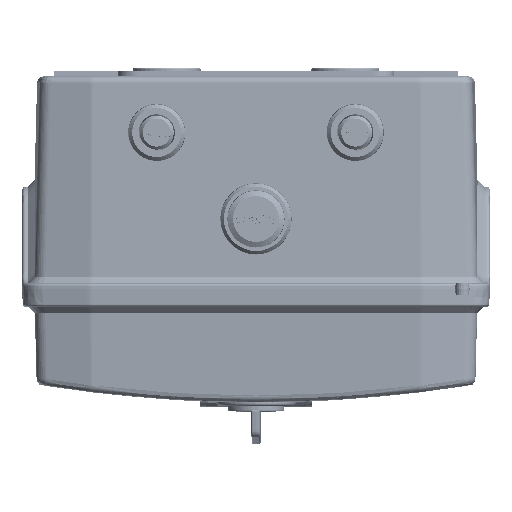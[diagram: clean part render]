
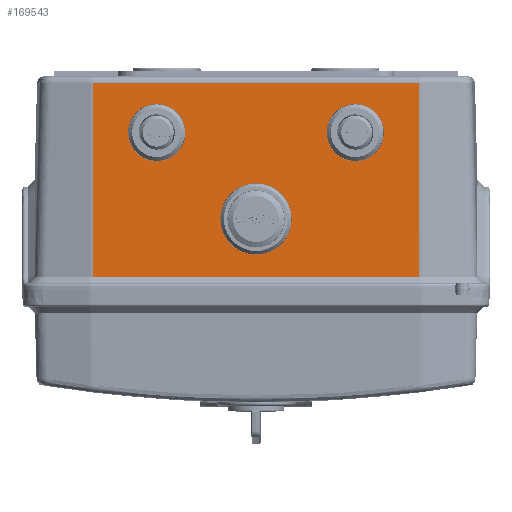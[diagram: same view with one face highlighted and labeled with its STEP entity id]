
A CAD part, left-side view. The second image highlights one B-rep face of the part: STEP entity #169543.
In plain terms, the highlighted planar face has unit normal (-1, 0, 0.026).
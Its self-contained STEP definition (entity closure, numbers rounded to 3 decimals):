
#126710=DIRECTION('',(0.,-1.,0.));
#126711=VECTOR('',#126710,115.288);
#126712=CARTESIAN_POINT('',(-95.887,57.644,
-70.7));
#126713=LINE('',#126712,#126711);
#126717=DIRECTION('',(-0.026,0.003,-1.));
#126718=VECTOR('',#126717,68.289);
#126719=CARTESIAN_POINT('',(-94.1,57.434,
-2.435));
#126720=LINE('',#126719,#126718);
#126724=DIRECTION('',(0.026,0.003,1.));
#126725=VECTOR('',#126724,68.289);
#126726=CARTESIAN_POINT('',(-95.887,-57.644,
-70.7));
#126727=LINE('',#126726,#126725);
#126731=CARTESIAN_POINT('',(-95.352,0.008,
-50.263));
#126732=DIRECTION('',(1.,0.,-0.026));
#126733=DIRECTION('',(-0.026,0.,-1.));
#126734=AXIS2_PLACEMENT_3D('',#126731,#126732,#126733);
#126739=CARTESIAN_POINT('',(-95.352,0.008,
-50.263));
#126740=DIRECTION('',(1.,0.,-0.026));
#126741=DIRECTION('',(0.026,0.,1.));
#126742=AXIS2_PLACEMENT_3D('',#126739,#126740,#126741);
#126747=CARTESIAN_POINT('',(-94.555,-34.992,
-19.8));
#126748=DIRECTION('',(1.,0.,-0.026));
#126749=DIRECTION('',(0.026,0.,1.));
#126750=AXIS2_PLACEMENT_3D('',#126747,#126748,#126749);
#126755=CARTESIAN_POINT('',(-94.555,35.008,
-19.8));
#126756=DIRECTION('',(1.,0.,-0.026));
#126757=DIRECTION('',(-0.026,0.,-1.));
#126758=AXIS2_PLACEMENT_3D('',#126755,#126756,#126757);
#126763=CARTESIAN_POINT('',(-94.555,35.008,
-19.8));
#126764=DIRECTION('',(1.,0.,-0.026));
#126765=DIRECTION('',(0.026,0.,1.));
#126766=AXIS2_PLACEMENT_3D('',#126763,#126764,#126765);
#130131=DIRECTION('',(0.,-1.,0.));
#130132=VECTOR('',#130131,114.868);
#130133=CARTESIAN_POINT('',(-94.1,57.434,
-2.435));
#130134=LINE('',#130133,#130132);
#152467=CARTESIAN_POINT('',(-94.291,-34.992,
-9.718));
#152468=CARTESIAN_POINT('',(-94.291,-34.167,
-9.718));
#152469=CARTESIAN_POINT('',(-94.296,-32.57,
-9.914));
#152470=CARTESIAN_POINT('',(-94.318,-30.266,
-10.781));
#152471=CARTESIAN_POINT('',(-94.355,-28.249,
-12.175));
#152472=CARTESIAN_POINT('',(-94.402,-26.634,
-13.989));
#152473=CARTESIAN_POINT('',(-94.459,-25.482,
-16.163));
#152474=CARTESIAN_POINT('',(-94.522,-24.889,
-18.547));
#152475=CARTESIAN_POINT('',(-94.586,-24.882,
-20.999));
#152476=CARTESIAN_POINT('',(-94.648,-25.461,
-23.38));
#152477=CARTESIAN_POINT('',(-94.705,-26.597,
-25.559));
#152478=CARTESIAN_POINT('',(-94.753,-28.21,
-27.393));
#152479=CARTESIAN_POINT('',(-94.79,-30.239,
-28.807));
#152480=CARTESIAN_POINT('',(-94.813,-32.562,
-29.686));
#152481=CARTESIAN_POINT('',(-94.819,-34.165,
-29.882));
#152482=CARTESIAN_POINT('',(-94.819,-34.992,
-29.882));
#162386=CARTESIAN_POINT('',(-94.1,57.434,
-2.435));
#162388=VERTEX_POINT('',#162386);
#162416=CARTESIAN_POINT('',(-95.887,57.644,
-70.7));
#162417=VERTEX_POINT('',#162416);
#163079=CARTESIAN_POINT('',(-95.887,-57.644,
-70.7));
#163080=VERTEX_POINT('',#163079);
#164892=CARTESIAN_POINT('',(-94.1,-57.434,
-2.435));
#164893=VERTEX_POINT('',#164892);
#166520=VERTEX_POINT('',#152467);
#166521=VERTEX_POINT('',#152482);
#166713=CARTESIAN_POINT('',(-94.291,35.008,
-9.718));
#166715=VERTEX_POINT('',#166713);
#166717=CARTESIAN_POINT('',(-94.819,35.008,
-29.882));
#166719=VERTEX_POINT('',#166717);
#166846=CARTESIAN_POINT('',(-95.023,0.008,
-37.682));
#166847=VERTEX_POINT('',#166846);
#166848=CARTESIAN_POINT('',(-95.682,0.008,
-62.845));
#166849=VERTEX_POINT('',#166848);
#169511=CARTESIAN_POINT('',(-95.107,5.561,
-40.915));
#169512=DIRECTION('',(1.,0.,-0.026));
#169513=DIRECTION('',(0.,-1.,0.));
#169514=AXIS2_PLACEMENT_3D('',#169511,#169512,#169513);
#169515=PLANE('',#169514);
#169516=ORIENTED_EDGE('',*,*,#169494,.F.);
#169518=ORIENTED_EDGE('',*,*,#169517,.F.);
#169520=ORIENTED_EDGE('',*,*,#169519,.T.);
#169522=ORIENTED_EDGE('',*,*,#169521,.F.);
#169523=EDGE_LOOP('',(#169516,#169518,#169520,#169522));
#169524=FACE_OUTER_BOUND('',#169523,.F.);
#169526=ORIENTED_EDGE('',*,*,#169525,.F.);
#169528=ORIENTED_EDGE('',*,*,#169527,.F.);
#169529=EDGE_LOOP('',(#169526,#169528));
#169530=FACE_BOUND('',#169529,.F.);
#169532=ORIENTED_EDGE('',*,*,#169531,.T.);
#169534=ORIENTED_EDGE('',*,*,#169533,.F.);
#169535=EDGE_LOOP('',(#169532,#169534));
#169536=FACE_BOUND('',#169535,.F.);
#169538=ORIENTED_EDGE('',*,*,#169537,.F.);
#169540=ORIENTED_EDGE('',*,*,#169539,.F.);
#169541=EDGE_LOOP('',(#169538,#169540));
#169542=FACE_BOUND('',#169541,.F.);
#126735=CIRCLE('',#126734,12.586);
#126743=CIRCLE('',#126742,12.586);
#126751=CIRCLE('',#126750,10.086);
#126759=CIRCLE('',#126758,10.086);
#126767=CIRCLE('',#126766,10.086);
#152483=B_SPLINE_CURVE_WITH_KNOTS('',3,(#152467,#152468,#152469,#152470,#152471,
#152472,#152473,#152474,#152475,#152476,#152477,#152478,#152479,#152480,#152481,
#152482),.UNSPECIFIED.,.F.,.F.,(4,1,1,1,1,1,1,1,1,1,1,1,1,4),(0.,
0.077,0.154,0.231,0.308,
0.385,0.462,0.538,0.615,
0.692,0.769,0.846,0.923,1.),
.UNSPECIFIED.);
#169494=EDGE_CURVE('',#162417,#163080,#126713,.T.);
#169517=EDGE_CURVE('',#162388,#162417,#126720,.T.);
#169519=EDGE_CURVE('',#162388,#164893,#130134,.T.);
#169521=EDGE_CURVE('',#163080,#164893,#126727,.T.);
#169525=EDGE_CURVE('',#166849,#166847,#126735,.T.);
#169527=EDGE_CURVE('',#166847,#166849,#126743,.T.);
#169531=EDGE_CURVE('',#166520,#166521,#152483,.T.);
#169533=EDGE_CURVE('',#166520,#166521,#126751,.T.);
#169537=EDGE_CURVE('',#166719,#166715,#126759,.T.);
#169539=EDGE_CURVE('',#166715,#166719,#126767,.T.);
#169543=ADVANCED_FACE('',(#169524,#169530,#169536,#169542),#169515,.F.);
